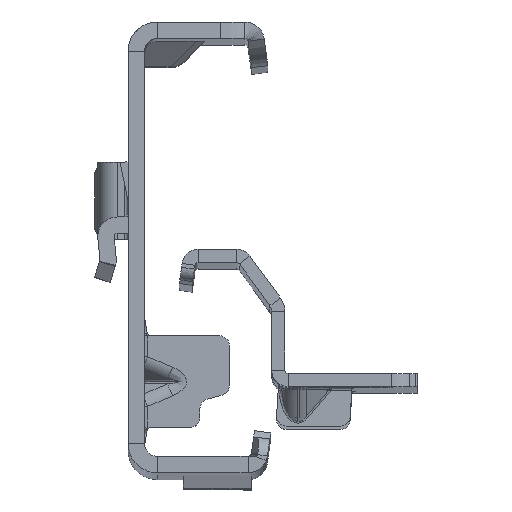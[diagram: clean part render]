
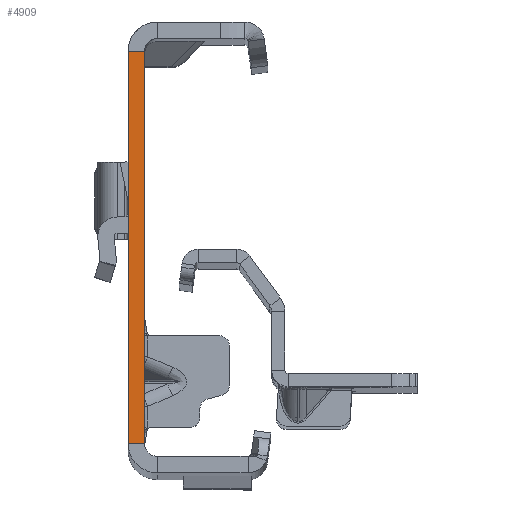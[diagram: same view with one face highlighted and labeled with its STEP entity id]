
A CAD part, top view. The second image highlights one B-rep face of the part: STEP entity #4909.
In plain terms, the highlighted planar face has unit normal (0, 0, 1).
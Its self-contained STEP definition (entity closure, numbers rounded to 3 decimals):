
#15 = DIRECTION ( 'NONE',  ( -1., 0., 0. ) ) ;
#90 = FACE_OUTER_BOUND ( 'NONE', #776, .T. ) ;
#693 = VERTEX_POINT ( 'NONE', #2941 ) ;
#776 = EDGE_LOOP ( 'NONE', ( #5787, #9601, #2010, #7535 ) ) ;
#830 = DIRECTION ( 'NONE',  ( 0., -1., 0. ) ) ;
#847 = AXIS2_PLACEMENT_3D ( 'NONE', #5780, #16578, #11029 ) ;
#1176 = LINE ( 'NONE', #9489, #2629 ) ;
#1233 = EDGE_CURVE ( 'NONE', #3664, #11037, #13776, .T. ) ;
#2010 = ORIENTED_EDGE ( 'NONE', *, *, #1233, .T. ) ;
#2094 = DIRECTION ( 'NONE',  ( -1., 0., 0. ) ) ;
#2117 = VECTOR ( 'NONE', #15, 1000. ) ;
#2629 = VECTOR ( 'NONE', #830, 1000. ) ;
#2941 = CARTESIAN_POINT ( 'NONE',  ( 0., 30., 0. ) ) ;
#3664 = VERTEX_POINT ( 'NONE', #7336 ) ;
#4909 = ADVANCED_FACE ( 'NONE', ( #90 ), #5506, .T. ) ;
#5448 = EDGE_CURVE ( 'NONE', #693, #9287, #1176, .T. ) ;
#5506 = PLANE ( 'NONE',  #847 ) ;
#5513 = CARTESIAN_POINT ( 'NONE',  ( 0., -30., 0. ) ) ;
#5780 = CARTESIAN_POINT ( 'NONE',  ( -2.5, -32., 0. ) ) ;
#5787 = ORIENTED_EDGE ( 'NONE', *, *, #5448, .F. ) ;
#7070 = LINE ( 'NONE', #16593, #2117 ) ;
#7336 = CARTESIAN_POINT ( 'NONE',  ( -2.5, 30., 0. ) ) ;
#7535 = ORIENTED_EDGE ( 'NONE', *, *, #7751, .F. ) ;
#7751 = EDGE_CURVE ( 'NONE', #9287, #11037, #7070, .T. ) ;
#8551 = DIRECTION ( 'NONE',  ( 0., -1., 0. ) ) ;
#9287 = VERTEX_POINT ( 'NONE', #5513 ) ;
#9489 = CARTESIAN_POINT ( 'NONE',  ( 0., -32., 0. ) ) ;
#9601 = ORIENTED_EDGE ( 'NONE', *, *, #15875, .T. ) ;
#11029 = DIRECTION ( 'NONE',  ( 1., 0., 0. ) ) ;
#11037 = VERTEX_POINT ( 'NONE', #15459 ) ;
#12325 = CARTESIAN_POINT ( 'NONE',  ( -2.5, -32., 0. ) ) ;
#13776 = LINE ( 'NONE', #12325, #17332 ) ;
#15459 = CARTESIAN_POINT ( 'NONE',  ( -2.5, -30., 0. ) ) ;
#15875 = EDGE_CURVE ( 'NONE', #693, #3664, #17574, .T. ) ;
#16201 = CARTESIAN_POINT ( 'NONE',  ( 0., 30., 0. ) ) ;
#16578 = DIRECTION ( 'NONE',  ( 0., 0., 1. ) ) ;
#16593 = CARTESIAN_POINT ( 'NONE',  ( 0., -30., 0. ) ) ;
#17332 = VECTOR ( 'NONE', #8551, 1000. ) ;
#17574 = LINE ( 'NONE', #16201, #17582 ) ;
#17582 = VECTOR ( 'NONE', #2094, 1000. ) ;
